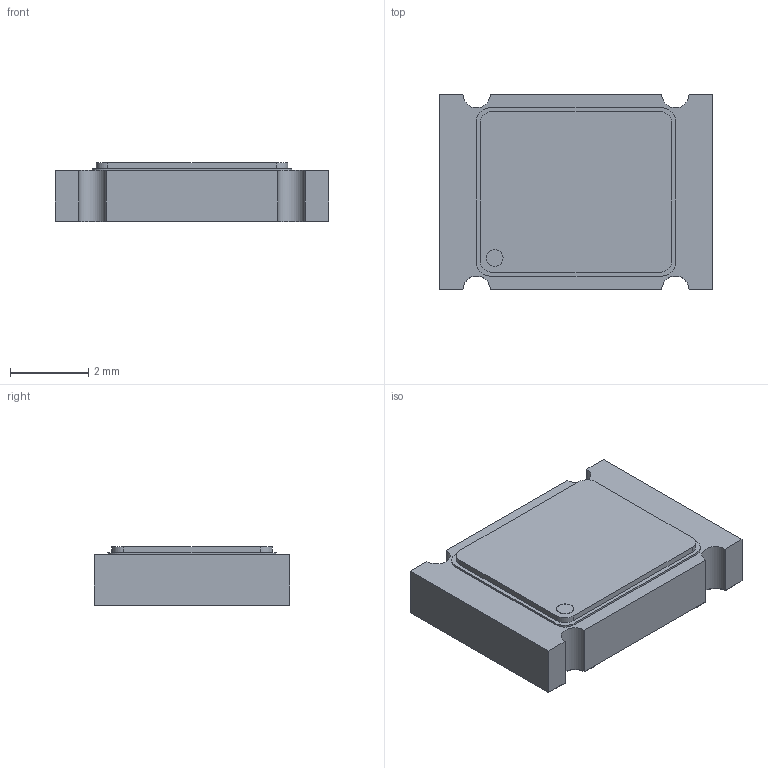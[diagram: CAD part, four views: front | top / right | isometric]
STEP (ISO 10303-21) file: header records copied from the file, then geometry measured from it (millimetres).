
FILE_DESCRIPTION (( 'STEP AP214' ), '1' );
FILE_NAME ('User Library-CFPS72-73.STEP', '2014-04-29T14:20:48', ( 'Windows User' ), ( '' ), 'SwSTEP 2.0', 'SolidWorks 2014', '' );
FILE_SCHEMA (( 'AUTOMOTIVE_DESIGN' ));
Length unit declared in the file: millimetre
Products named in the file (1): User Library-CFPS72-73
Bounding box: 7 x 5 x 1.52 mm (x, y, z)
Volume: 48.6 mm3; surface area: 199 mm2
Topology: 8 solids, 8 shells, 71 faces, 165 edges, 110 vertices
Faces by surface type: plane 53, cylinder 18
Entity records: 2893 total; most frequent: CARTESIAN_POINT 347, DIRECTION 345, ORIENTED_EDGE 330, EDGE_CURVE 165, VECTOR 129, LINE 129, VERTEX_POINT 110, AXIS2_PLACEMENT_3D 108
